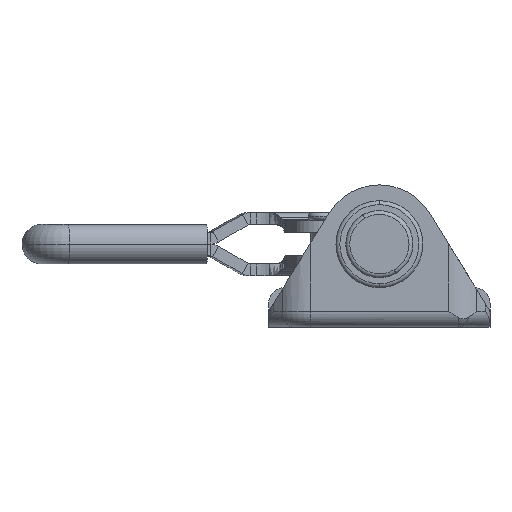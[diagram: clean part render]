
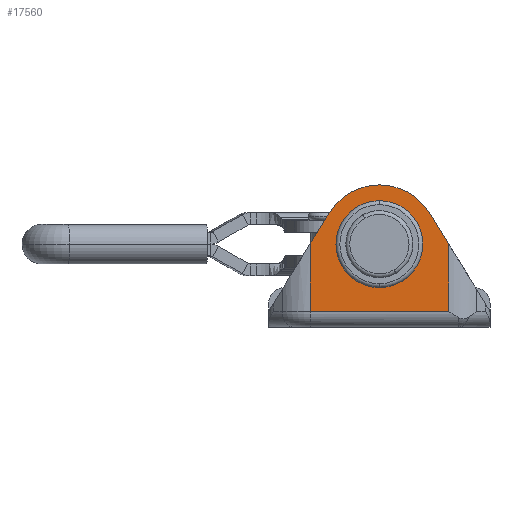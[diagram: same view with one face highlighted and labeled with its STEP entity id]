
A CAD part, left-side view. The second image highlights one B-rep face of the part: STEP entity #17560.
In plain terms, the highlighted planar face has unit normal (-1, 0, 0).
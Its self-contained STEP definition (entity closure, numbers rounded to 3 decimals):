
#1508 = VERTEX_POINT ( 'NONE', #28786 ) ;
#1642 = VERTEX_POINT ( 'NONE', #28920 ) ;
#1665 = VERTEX_POINT ( 'NONE', #28943 ) ;
#1738 = VERTEX_POINT ( 'NONE', #29016 ) ;
#1747 = VERTEX_POINT ( 'NONE', #29025 ) ;
#1756 = VERTEX_POINT ( 'NONE', #29034 ) ;
#1757 = VERTEX_POINT ( 'NONE', #29035 ) ;
#2038 = EDGE_LOOP ( 'NONE', ( #20382, #19660, #19596, #20238, #19937, #20236, #20242 ) ) ;
#2100 = EDGE_LOOP ( 'NONE', ( #20240, #20247 ) ) ;
#5120 = EDGE_CURVE ( 'NONE', #1738, #1508, #6587, .T. ) ;
#5121 = EDGE_CURVE ( 'NONE', #1508, #1757, #6588, .T. ) ;
#5122 = EDGE_CURVE ( 'NONE', #1747, #1757, #6591, .T. ) ;
#5123 = EDGE_CURVE ( 'NONE', #1642, #1747, #6589, .T. ) ;
#5124 = EDGE_CURVE ( 'NONE', #1665, #1642, #6595, .T. ) ;
#5125 = EDGE_CURVE ( 'NONE', #1756, #1665, #6597, .T. ) ;
#5126 = EDGE_CURVE ( 'NONE', #1738, #1756, #6598, .T. ) ;
#5127 = EDGE_CURVE ( 'NONE', #6323, #6327, #6599, .T. ) ;
#6323 = VERTEX_POINT ( 'NONE', #13451 ) ;
#6327 = VERTEX_POINT ( 'NONE', #13453 ) ;
#6587 = LINE ( 'NONE', #22737, #6590 ) ;
#6588 = LINE ( 'NONE', #22736, #6592 ) ;
#6589 = LINE ( 'NONE', #22723, #6596 ) ;
#6590 = VECTOR ( 'NONE', #22722, 1000. ) ;
#6591 = LINE ( 'NONE', #22742, #6594 ) ;
#6592 = VECTOR ( 'NONE', #22741, 1000. ) ;
#6594 = VECTOR ( 'NONE', #22743, 1000. ) ;
#6595 = CIRCLE ( 'NONE', #15627, 7.5 ) ;
#6596 = VECTOR ( 'NONE', #22744, 1000. ) ;
#6597 = CIRCLE ( 'NONE', #15628, 7.5 ) ;
#6598 = LINE ( 'NONE', #22745, #6600 ) ;
#6599 = CIRCLE ( 'NONE', #15629, 5.5 ) ;
#6600 = VECTOR ( 'NONE', #22746, 1000. ) ;
#13451 = CARTESIAN_POINT ( 'NONE',  ( -40., 14., 5. ) ) ;
#13453 = CARTESIAN_POINT ( 'NONE',  ( -40., 14., 16. ) ) ;
#15395 = EDGE_CURVE ( 'NONE', #6327, #6323, #16291, .T. ) ;
#15627 = AXIS2_PLACEMENT_3D ( 'NONE', #22747, #22748, #22749 ) ;
#15628 = AXIS2_PLACEMENT_3D ( 'NONE', #22751, #22752, #22753 ) ;
#15629 = AXIS2_PLACEMENT_3D ( 'NONE', #22755, #22756, #22757 ) ;
#15954 = AXIS2_PLACEMENT_3D ( 'NONE', #18274, #18276, #18278 ) ;
#15989 = AXIS2_PLACEMENT_3D ( 'NONE', #21010, #21020, #21022 ) ;
#16291 = CIRCLE ( 'NONE', #15954, 5.5 ) ;
#16715 = FACE_OUTER_BOUND ( 'NONE', #2038, .T. ) ;
#16728 = FACE_BOUND ( 'NONE', #2100, .T. ) ;
#17560 = ADVANCED_FACE ( 'NONE', ( #16715, #16728 ), #21016, .F. ) ;
#18274 = CARTESIAN_POINT ( 'NONE',  ( -40., 14., 10.5 ) ) ;
#18276 = DIRECTION ( 'NONE',  ( -1., 0., 0. ) ) ;
#18278 = DIRECTION ( 'NONE',  ( 0., 0., -1. ) ) ;
#19596 = ORIENTED_EDGE ( 'NONE', *, *, #5122, .F. ) ;
#19660 = ORIENTED_EDGE ( 'NONE', *, *, #5121, .T. ) ;
#19937 = ORIENTED_EDGE ( 'NONE', *, *, #5124, .F. ) ;
#20236 = ORIENTED_EDGE ( 'NONE', *, *, #5125, .F. ) ;
#20238 = ORIENTED_EDGE ( 'NONE', *, *, #5123, .F. ) ;
#20240 = ORIENTED_EDGE ( 'NONE', *, *, #5127, .F. ) ;
#20242 = ORIENTED_EDGE ( 'NONE', *, *, #5126, .F. ) ;
#20247 = ORIENTED_EDGE ( 'NONE', *, *, #15395, .F. ) ;
#20382 = ORIENTED_EDGE ( 'NONE', *, *, #5120, .T. ) ;
#21010 = CARTESIAN_POINT ( 'NONE',  ( -40., 22.75, 2. ) ) ;
#21016 = PLANE ( 'NONE',  #15989 ) ;
#21020 = DIRECTION ( 'NONE',  ( 1., 0., 0. ) ) ;
#21022 = DIRECTION ( 'NONE',  ( 0., 0., -1. ) ) ;
#22722 = DIRECTION ( 'NONE',  ( 0., 0., -1. ) ) ;
#22723 = CARTESIAN_POINT ( 'NONE',  ( -40., -0.891, 0.545 ) ) ;
#22736 = CARTESIAN_POINT ( 'NONE',  ( -40., 5.25, 2. ) ) ;
#22737 = CARTESIAN_POINT ( 'NONE',  ( -40., 22.75, 2. ) ) ;
#22741 = DIRECTION ( 'NONE',  ( 0., -1., 0. ) ) ;
#22742 = CARTESIAN_POINT ( 'NONE',  ( -40., 5.25, 2. ) ) ;
#22743 = DIRECTION ( 'NONE',  ( 0., 0., -1. ) ) ;
#22744 = DIRECTION ( 'NONE',  ( 0., -0.522, -0.853 ) ) ;
#22745 = CARTESIAN_POINT ( 'NONE',  ( -40., 21.254, 13.016 ) ) ;
#22746 = DIRECTION ( 'NONE',  ( 0., -0.522, 0.853 ) ) ;
#22747 = CARTESIAN_POINT ( 'NONE',  ( -40., 14., 10.5 ) ) ;
#22748 = DIRECTION ( 'NONE',  ( 1., 0., 0. ) ) ;
#22749 = DIRECTION ( 'NONE',  ( 0., 0., 1. ) ) ;
#22751 = CARTESIAN_POINT ( 'NONE',  ( -40., 14., 10.5 ) ) ;
#22752 = DIRECTION ( 'NONE',  ( 1., 0., 0. ) ) ;
#22753 = DIRECTION ( 'NONE',  ( 0., 0., 1. ) ) ;
#22755 = CARTESIAN_POINT ( 'NONE',  ( -40., 14., 10.5 ) ) ;
#22756 = DIRECTION ( 'NONE',  ( -1., 0., 0. ) ) ;
#22757 = DIRECTION ( 'NONE',  ( 0., 0., -1. ) ) ;
#28786 = CARTESIAN_POINT ( 'NONE',  ( -40., 22.75, 2. ) ) ;
#28920 = CARTESIAN_POINT ( 'NONE',  ( -40., 7.604, 14.417 ) ) ;
#28943 = CARTESIAN_POINT ( 'NONE',  ( -40., 14., 18. ) ) ;
#29016 = CARTESIAN_POINT ( 'NONE',  ( -40., 22.75, 10.573 ) ) ;
#29025 = CARTESIAN_POINT ( 'NONE',  ( -40., 5.25, 10.573 ) ) ;
#29034 = CARTESIAN_POINT ( 'NONE',  ( -40., 20.396, 14.417 ) ) ;
#29035 = CARTESIAN_POINT ( 'NONE',  ( -40., 5.25, 2. ) ) ;
